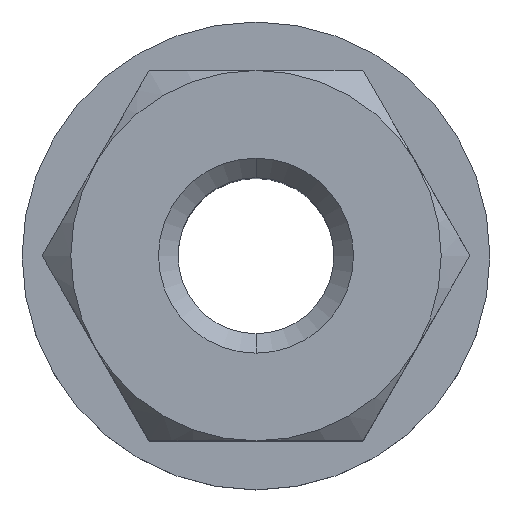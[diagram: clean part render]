
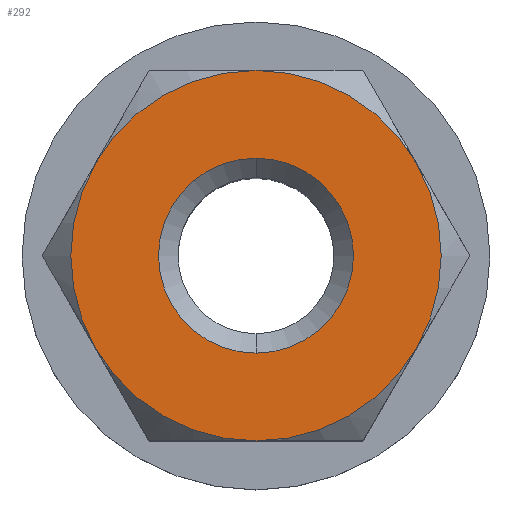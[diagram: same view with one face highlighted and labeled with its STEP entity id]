
A CAD part, top view. The second image highlights one B-rep face of the part: STEP entity #292.
In plain terms, the highlighted planar face has unit normal (0, 0, 1).
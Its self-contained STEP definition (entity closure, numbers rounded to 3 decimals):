
#262=EDGE_CURVE('',#410,#294,#629,.T.);
#292=ADVANCED_FACE('',(#661,#662),#663,.T.);
#294=VERTEX_POINT('',#665);
#304=VERTEX_POINT('',#675);
#330=EDGE_CURVE('',#294,#410,#702,.T.);
#344=VERTEX_POINT('',#716);
#368=EDGE_CURVE('',#436,#304,#741,.T.);
#384=EDGE_CURVE('',#304,#460,#761,.T.);
#410=VERTEX_POINT('',#795);
#436=VERTEX_POINT('',#825);
#438=EDGE_CURVE('',#472,#344,#827,.T.);
#460=VERTEX_POINT('',#852);
#472=VERTEX_POINT('',#864);
#478=EDGE_CURVE('',#514,#472,#870,.T.);
#508=EDGE_CURVE('',#460,#514,#903,.T.);
#514=VERTEX_POINT('',#909);
#516=EDGE_CURVE('',#344,#436,#911,.T.);
#629=CIRCLE('',#1042,5.0);
#661=FACE_BOUND('',#1086,.T.);
#662=FACE_OUTER_BOUND('',#1087,.T.);
#663=PLANE('',#1088);
#665=CARTESIAN_POINT('',(0.,5.0,12.5));
#675=CARTESIAN_POINT('',(8.227,-4.75,12.5));
#702=CIRCLE('',#1146,5.0);
#716=CARTESIAN_POINT('',(-8.227,-4.75,12.5));
#741=CIRCLE('',#1199,9.5);
#761=CIRCLE('',#1241,9.5);
#795=CARTESIAN_POINT('',(0.,-5.0,12.5));
#825=CARTESIAN_POINT('',(0.,-9.5,12.5));
#827=CIRCLE('',#1337,9.5);
#852=CARTESIAN_POINT('',(8.227,4.75,12.5));
#864=CARTESIAN_POINT('',(-8.227,4.75,12.5));
#870=CIRCLE('',#1408,9.5);
#903=CIRCLE('',#1488,9.5);
#909=CARTESIAN_POINT('',(0.,9.5,12.5));
#911=CIRCLE('',#1499,9.5);
#1042=AXIS2_PLACEMENT_3D('',#1648,#1649,#1650);
#1086=EDGE_LOOP('',(#1691,#1692));
#1087=EDGE_LOOP('',(#1693,#1694,#1695,#1696,#1697,#1698));
#1088=AXIS2_PLACEMENT_3D('',#1699,#1700,#1701);
#1146=AXIS2_PLACEMENT_3D('',#1734,#1735,#1736);
#1199=AXIS2_PLACEMENT_3D('',#1759,#1760,#1761);
#1241=AXIS2_PLACEMENT_3D('',#1790,#1791,#1792);
#1337=AXIS2_PLACEMENT_3D('',#1897,#1898,#1899);
#1408=AXIS2_PLACEMENT_3D('',#1937,#1938,#1939);
#1488=AXIS2_PLACEMENT_3D('',#1967,#1968,#1969);
#1499=AXIS2_PLACEMENT_3D('',#1976,#1977,#1978);
#1648=CARTESIAN_POINT('',(0.,0.,12.5));
#1649=DIRECTION('',(0.0,0.0,-1.0));
#1650=DIRECTION('',(0.,1.0,0.0));
#1691=ORIENTED_EDGE('',*,*,#330,.T.);
#1692=ORIENTED_EDGE('',*,*,#262,.T.);
#1693=ORIENTED_EDGE('',*,*,#368,.T.);
#1694=ORIENTED_EDGE('',*,*,#384,.T.);
#1695=ORIENTED_EDGE('',*,*,#508,.T.);
#1696=ORIENTED_EDGE('',*,*,#478,.T.);
#1697=ORIENTED_EDGE('',*,*,#438,.T.);
#1698=ORIENTED_EDGE('',*,*,#516,.T.);
#1699=CARTESIAN_POINT('',(0.,0.,12.5));
#1700=DIRECTION('',(0.0,0.0,1.0));
#1701=DIRECTION('',(0.,-1.0,0.0));
#1734=CARTESIAN_POINT('',(0.,0.,12.5));
#1735=DIRECTION('',(0.0,0.0,-1.0));
#1736=DIRECTION('',(0.,1.0,0.0));
#1759=CARTESIAN_POINT('',(0.,0.,12.5));
#1760=DIRECTION('',(0.0,0.0,1.0));
#1761=DIRECTION('',(0.,-1.0,0.0));
#1790=CARTESIAN_POINT('',(0.,0.,12.5));
#1791=DIRECTION('',(0.0,0.0,1.0));
#1792=DIRECTION('',(0.,-1.0,0.0));
#1897=CARTESIAN_POINT('',(0.,0.,12.5));
#1898=DIRECTION('',(0.0,0.0,1.0));
#1899=DIRECTION('',(0.,-1.0,0.0));
#1937=CARTESIAN_POINT('',(0.,0.,12.5));
#1938=DIRECTION('',(0.0,0.0,1.0));
#1939=DIRECTION('',(0.,-1.0,0.0));
#1967=CARTESIAN_POINT('',(0.,0.,12.5));
#1968=DIRECTION('',(0.0,0.0,1.0));
#1969=DIRECTION('',(0.,-1.0,0.0));
#1976=CARTESIAN_POINT('',(0.,0.,12.5));
#1977=DIRECTION('',(0.0,0.0,1.0));
#1978=DIRECTION('',(0.,-1.0,0.0));
